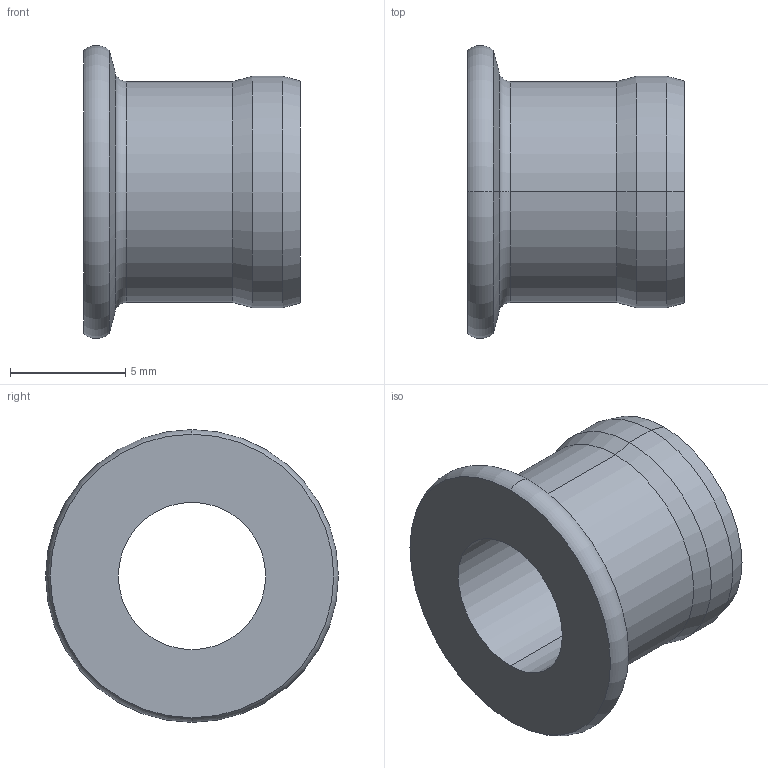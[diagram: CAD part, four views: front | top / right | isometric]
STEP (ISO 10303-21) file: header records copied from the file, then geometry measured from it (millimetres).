
FILE_DESCRIPTION (( 'STEP AP203' ), '1' );
FILE_NAME ('BTC_BTC2-( )8.STEP', '2019-08-27T17:29:28', ( '' ), ( '' ), 'SwSTEP 2.0', 'SolidWorks 2016', '' );
FILE_SCHEMA (( 'CONFIG_CONTROL_DESIGN' ));
Length unit declared in the file: inch
Products named in the file (1): BTC_BTC2-( )8
Bounding box: 9.4 x 12.69 x 12.69 mm (x, y, z)
Volume: 446 mm3; surface area: 650.9 mm2
Topology: 1 solids, 1 shells, 22 faces, 44 edges, 24 vertices
Faces by surface type: cone 8, cylinder 8, torus 4, plane 2
Entity records: 651 total; most frequent: DIRECTION 118, CARTESIAN_POINT 91, ORIENTED_EDGE 88, AXIS2_PLACEMENT_3D 51, EDGE_CURVE 44, CIRCLE 28, EDGE_LOOP 24, VERTEX_POINT 24
